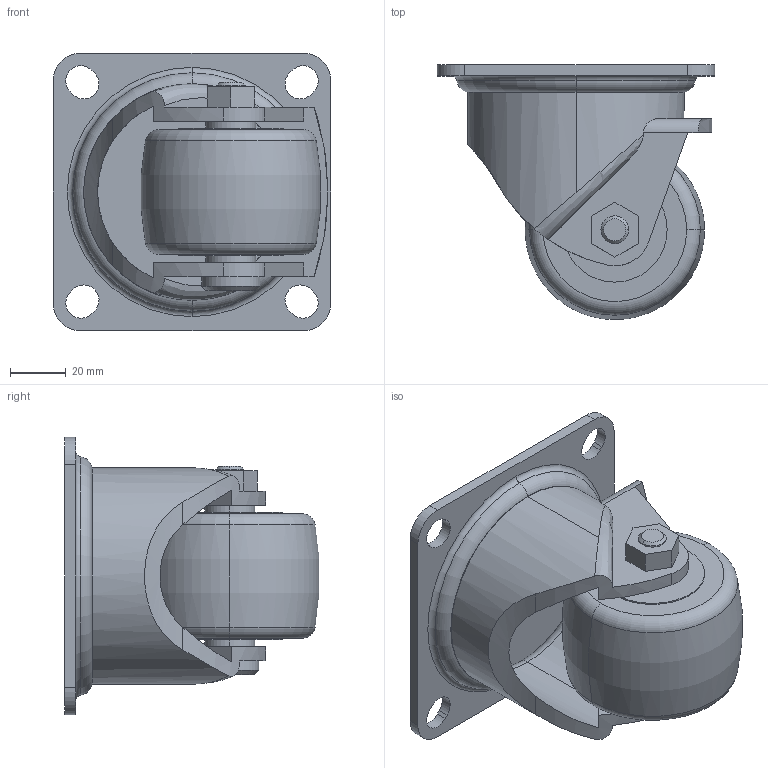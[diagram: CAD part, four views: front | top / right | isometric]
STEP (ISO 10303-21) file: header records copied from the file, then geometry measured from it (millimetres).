
FILE_DESCRIPTION (( 'STEP AP203' ), '1' );
FILE_NAME ('K-610J-65-N.STEP', '2012-10-18T04:39:15', ( '11sw' ), ( 'タキゲン製造株式会社' ), 'SwSTEP 2.0', 'SolidWorks 2011', '' );
FILE_SCHEMA (( 'CONFIG_CONTROL_DESIGN' ));
Length unit declared in the file: millimetre
Products named in the file (1): K-610J-65-N
Bounding box: 100 x 91.76 x 100 mm (x, y, z)
Volume: 250202.8 mm3; surface area: 59971 mm2
Topology: 1 solids, 1 shells, 100 faces, 252 edges, 162 vertices
Faces by surface type: cylinder 40, plane 40, torus 14, cone 4, bspline 2
Entity records: 3391 total; most frequent: CARTESIAN_POINT 857, DIRECTION 532, ORIENTED_EDGE 504, EDGE_CURVE 252, AXIS2_PLACEMENT_3D 205, VERTEX_POINT 162, LINE 122, VECTOR 122
